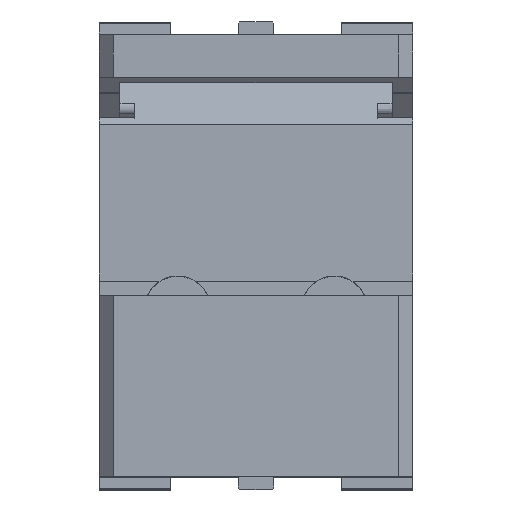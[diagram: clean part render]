
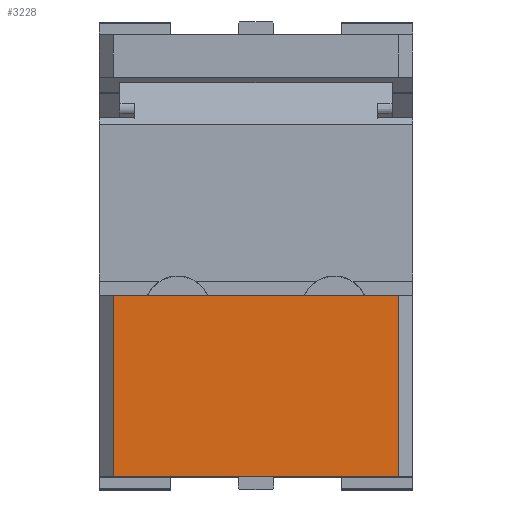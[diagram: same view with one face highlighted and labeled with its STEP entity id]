
A CAD part, top view. The second image highlights one B-rep face of the part: STEP entity #3228.
In plain terms, the highlighted planar face has unit normal (0, 0, 1).
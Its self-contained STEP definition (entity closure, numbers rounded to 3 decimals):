
#1664=CARTESIAN_POINT('Vertex',(-100.,-65.,0.)) ;
#1667=CARTESIAN_POINT('Line Origine',(0.,-65.,0.)) ;
#1671=CARTESIAN_POINT('Vertex',(100.,-65.,0.)) ;
#2312=CARTESIAN_POINT('Line Origine',(0.,-192.,0.)) ;
#2316=CARTESIAN_POINT('Vertex',(-100.,-192.,0.)) ;
#2318=CARTESIAN_POINT('Vertex',(100.,-192.,0.)) ;
#2678=CARTESIAN_POINT('Line Origine',(-100.,-128.5,0.)) ;
#2768=CARTESIAN_POINT('Line Origine',(100.,-128.5,0.)) ;
#3217=CARTESIAN_POINT('Axis2P3D Location',(110.,-65.,0.)) ;
#1668=DIRECTION('Vector Direction',(-1.,0.,0.)) ;
#2313=DIRECTION('Vector Direction',(1.,0.,0.)) ;
#2679=DIRECTION('Vector Direction',(0.,-1.,0.)) ;
#2769=DIRECTION('Vector Direction',(0.,-1.,0.)) ;
#3218=DIRECTION('Axis2P3D Direction',(0.,0.,-1.)) ;
#3219=DIRECTION('Axis2P3D XDirection',(-1.,0.,0.)) ;
#3220=AXIS2_PLACEMENT_3D('Plane Axis2P3D',#3217,#3218,#3219) ;
#3223=ORIENTED_EDGE('',*,*,#2772,.F.) ;
#3224=ORIENTED_EDGE('',*,*,#1673,.T.) ;
#3225=ORIENTED_EDGE('',*,*,#2682,.T.) ;
#3226=ORIENTED_EDGE('',*,*,#2320,.T.) ;
#1669=VECTOR('Line Direction',#1668,1.) ;
#2314=VECTOR('Line Direction',#2313,1.) ;
#2680=VECTOR('Line Direction',#2679,1.) ;
#2770=VECTOR('Line Direction',#2769,1.) ;
#3228=ADVANCED_FACE('CAM HOLDER',(#3227),#3221,.F.) ;
#1673=EDGE_CURVE('',#1672,#1665,#1670,.T.) ;
#2320=EDGE_CURVE('',#2317,#2319,#2315,.T.) ;
#2682=EDGE_CURVE('',#1665,#2317,#2681,.T.) ;
#2772=EDGE_CURVE('',#1672,#2319,#2771,.T.) ;
#3222=EDGE_LOOP('',(#3223,#3224,#3225,#3226)) ;
#3227=FACE_OUTER_BOUND('',#3222,.T.) ;
#1670=LINE('Line',#1667,#1669) ;
#2315=LINE('Line',#2312,#2314) ;
#2681=LINE('Line',#2678,#2680) ;
#2771=LINE('Line',#2768,#2770) ;
#3221=PLANE('Plane',#3220) ;
#1665=VERTEX_POINT('',#1664) ;
#1672=VERTEX_POINT('',#1671) ;
#2317=VERTEX_POINT('',#2316) ;
#2319=VERTEX_POINT('',#2318) ;
